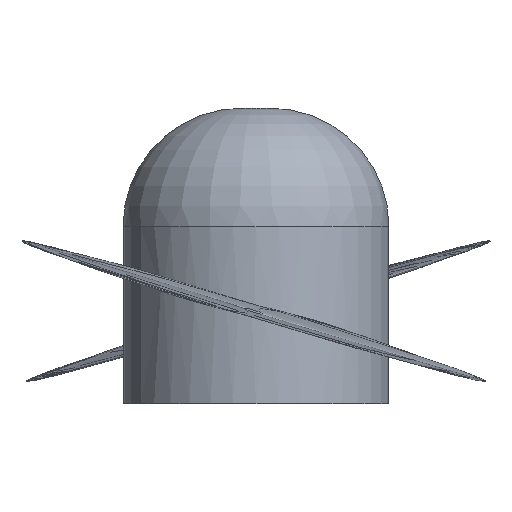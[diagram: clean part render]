
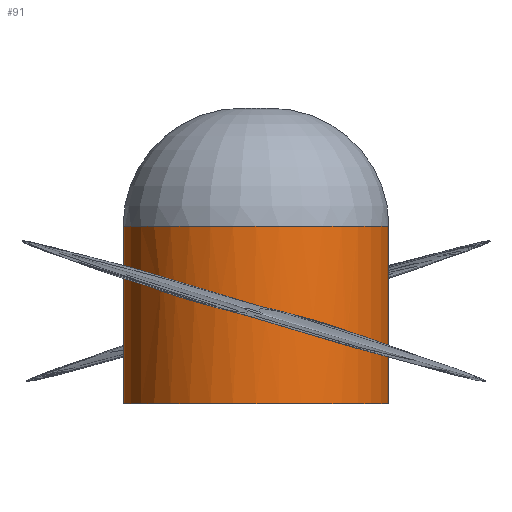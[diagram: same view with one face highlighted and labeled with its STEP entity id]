
A CAD part, front view. The second image highlights one B-rep face of the part: STEP entity #91.
In plain terms, the highlighted cylindrical face has radius 2.25 mm (diameter 4.5 mm), a partial arc.
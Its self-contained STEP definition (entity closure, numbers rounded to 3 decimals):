
#5 = CARTESIAN_POINT ( 'NONE',  ( -1.34, -1.814, 1.815 ) ) ;
#11 = CARTESIAN_POINT ( 'NONE',  ( 1.271, -1.862, 1.331 ) ) ;
#15 = CARTESIAN_POINT ( 'NONE',  ( 1.505, -1.672, 1.184 ) ) ;
#16 = ORIENTED_EDGE ( 'NONE', *, *, #284, .T. ) ;
#21 = CARTESIAN_POINT ( 'NONE',  ( -0.545, -2.188, 1.595 ) ) ;
#32 = LINE ( 'NONE', #347, #750 ) ;
#33 = CARTESIAN_POINT ( 'NONE',  ( -1.517, -1.662, 1.962 ) ) ;
#68 = CARTESIAN_POINT ( 'NONE',  ( 2.25, 0., 0. ) ) ;
#73 = CARTESIAN_POINT ( 'NONE',  ( -0.685, -2.143, 1.632 ) ) ;
#79 = CARTESIAN_POINT ( 'NONE',  ( -1.507, -1.671, 1.875 ) ) ;
#87 = CARTESIAN_POINT ( 'NONE',  ( 1.443, -1.727, 1.269 ) ) ;
#91 = ADVANCED_FACE ( 'NONE', ( #884, #348 ), #418, .T. ) ;
#92 = CARTESIAN_POINT ( 'NONE',  ( 1.448, -1.722, 1.183 ) ) ;
#107 = CARTESIAN_POINT ( 'NONE',  ( -1.345, -1.81, 1.951 ) ) ;
#114 = DIRECTION ( 'NONE',  ( -1., 0., 0. ) ) ;
#133 = AXIS2_PLACEMENT_3D ( 'NONE', #724, #863, #114 ) ;
#148 = CARTESIAN_POINT ( 'NONE',  ( -1.56, -1.622, 1.899 ) ) ;
#155 = CARTESIAN_POINT ( 'NONE',  ( 1.497, -1.68, 1.245 ) ) ;
#160 = CARTESIAN_POINT ( 'NONE',  ( 1.271, -1.863, 1.195 ) ) ;
#175 = CARTESIAN_POINT ( 'NONE',  ( 0.61, -2.166, 1.515 ) ) ;
#176 = CARTESIAN_POINT ( 'NONE',  ( -0.831, -2.112, 1.861 ) ) ;
#195 = EDGE_CURVE ( 'NONE', #742, #276, #246, .T. ) ;
#204 = EDGE_LOOP ( 'NONE', ( #480, #382, #16, #378 ) ) ;
#215 = CARTESIAN_POINT ( 'NONE',  ( 0., 0., 0. ) ) ;
#218 = CIRCLE ( 'NONE', #411, 2.25 ) ;
#223 = VERTEX_POINT ( 'NONE', #333 ) ;
#229 = CARTESIAN_POINT ( 'NONE',  ( 1.538, -1.643, 1.225 ) ) ;
#233 = CARTESIAN_POINT ( 'NONE',  ( 0.883, -2.075, 1.262 ) ) ;
#239 = EDGE_LOOP ( 'NONE', ( #406, #589 ) ) ;
#246 = LINE ( 'NONE', #739, #789 ) ;
#248 = CARTESIAN_POINT ( 'NONE',  ( -1.614, -1.568, 1.938 ) ) ;
#251 = CARTESIAN_POINT ( 'NONE',  ( -0.11, -2.252, 1.696 ) ) ;
#253 = CARTESIAN_POINT ( 'NONE',  ( 0.75, -2.126, 1.478 ) ) ;
#276 = VERTEX_POINT ( 'NONE', #68 ) ;
#284 = EDGE_CURVE ( 'NONE', #873, #530, #32, .T. ) ;
#286 = DIRECTION ( 'NONE',  ( 1., 0., 0. ) ) ;
#298 = CARTESIAN_POINT ( 'NONE',  ( 1.551, -1.63, 1.202 ) ) ;
#303 = CARTESIAN_POINT ( 'NONE',  ( 0.462, -2.207, 1.351 ) ) ;
#313 = AXIS2_PLACEMENT_3D ( 'NONE', #758, #349, #824 ) ;
#314 = CARTESIAN_POINT ( 'NONE',  ( -1.608, -1.574, 1.949 ) ) ;
#316 = CARTESIAN_POINT ( 'NONE',  ( 0.325, -2.231, 1.589 ) ) ;
#333 = CARTESIAN_POINT ( 'NONE',  ( 0.61, -2.166, 1.515 ) ) ;
#338 = EDGE_CURVE ( 'NONE', #742, #873, #409, .T. ) ;
#347 = CARTESIAN_POINT ( 'NONE',  ( -2.25, 0., 5. ) ) ;
#348 = FACE_BOUND ( 'NONE', #239, .T. ) ;
#349 = DIRECTION ( 'NONE',  ( 0., 0., -1. ) ) ;
#353 = CARTESIAN_POINT ( 'NONE',  ( 2.25, 0., 3. ) ) ;
#361 = CARTESIAN_POINT ( 'NONE',  ( 1.543, -1.638, 1.193 ) ) ;
#370 = CARTESIAN_POINT ( 'NONE',  ( 0.026, -2.255, 1.452 ) ) ;
#378 = ORIENTED_EDGE ( 'NONE', *, *, #380, .T. ) ;
#380 = EDGE_CURVE ( 'NONE', #530, #276, #218, .T. ) ;
#382 = ORIENTED_EDGE ( 'NONE', *, *, #338, .T. ) ;
#385 = CARTESIAN_POINT ( 'NONE',  ( -1.592, -1.59, 1.956 ) ) ;
#387 = CARTESIAN_POINT ( 'NONE',  ( 0.61, -2.166, 1.515 ) ) ;
#406 = ORIENTED_EDGE ( 'NONE', *, *, #415, .T. ) ;
#409 = CIRCLE ( 'NONE', #313, 2.25 ) ;
#411 = AXIS2_PLACEMENT_3D ( 'NONE', #215, #694, #286 ) ;
#415 = EDGE_CURVE ( 'NONE', #491, #223, #429, .T. ) ;
#418 = CYLINDRICAL_SURFACE ( 'NONE', #133, 2.25 ) ;
#420 = CARTESIAN_POINT ( 'NONE',  ( -1.218, -1.897, 1.779 ) ) ;
#427 = CARTESIAN_POINT ( 'NONE',  ( 1.146, -1.942, 1.368 ) ) ;
#429 = B_SPLINE_CURVE_WITH_KNOTS ( 'NONE', 3,
 ( #629, #553, #828, #420, #5, #488, #79, #560, #148, #879, #865, #661, #248, #721, #314, #795, #385, #857, #452, #33, #519, #107, #590, #176, #663, #251, #722, #316, #797, #387 ),
 .UNSPECIFIED., .F., .F.,
 ( 4, 2, 2, 2, 2, 2, 2, 2, 2, 2, 2, 2, 2, 2, 4 ),
 ( 0., 0., 0.001, 0.001, 0.001, 0.001, 0.001, 0.001, 0.001, 0.001, 0.001, 0.002, 0.003, 0.003, 0.004 ),
 .UNSPECIFIED. ) ;
#433 = CARTESIAN_POINT ( 'NONE',  ( 1.526, -1.653, 1.187 ) ) ;
#438 = CARTESIAN_POINT ( 'NONE',  ( -0.405, -2.218, 1.559 ) ) ;
#452 = CARTESIAN_POINT ( 'NONE',  ( -1.558, -1.623, 1.961 ) ) ;
#470 = DIRECTION ( 'NONE',  ( 0., 0., -1. ) ) ;
#480 = ORIENTED_EDGE ( 'NONE', *, *, #195, .F. ) ;
#488 = CARTESIAN_POINT ( 'NONE',  ( -1.479, -1.696, 1.865 ) ) ;
#491 = VERTEX_POINT ( 'NONE', #73 ) ;
#498 = CARTESIAN_POINT ( 'NONE',  ( 1.415, -1.75, 1.279 ) ) ;
#504 = CARTESIAN_POINT ( 'NONE',  ( 1.491, -1.685, 1.183 ) ) ;
#509 = CARTESIAN_POINT ( 'NONE',  ( -0.685, -2.143, 1.632 ) ) ;
#519 = CARTESIAN_POINT ( 'NONE',  ( -1.488, -1.688, 1.961 ) ) ;
#526 = B_SPLINE_CURVE_WITH_KNOTS ( 'NONE', 3,
 ( #175, #253, #834, #427, #11, #498, #87, #568, #155, #643, #229, #703, #298, #774, #361, #840, #433, #15, #504, #92, #573, #160, #648, #233, #709, #303, #780, #370, #847, #438, #21, #509 ),
 .UNSPECIFIED., .F., .F.,
 ( 4, 2, 2, 2, 2, 2, 2, 2, 2, 2, 2, 2, 2, 2, 2, 4 ),
 ( 0.004, 0.004, 0.005, 0.005, 0.005, 0.005, 0.005, 0.005, 0.005, 0.005, 0.005, 0.005, 0.006, 0.006, 0.007, 0.007 ),
 .UNSPECIFIED. ) ;
#530 = VERTEX_POINT ( 'NONE', #611 ) ;
#553 = CARTESIAN_POINT ( 'NONE',  ( -0.825, -2.098, 1.669 ) ) ;
#560 = CARTESIAN_POINT ( 'NONE',  ( -1.547, -1.634, 1.893 ) ) ;
#568 = CARTESIAN_POINT ( 'NONE',  ( 1.484, -1.691, 1.251 ) ) ;
#573 = CARTESIAN_POINT ( 'NONE',  ( 1.419, -1.746, 1.184 ) ) ;
#589 = ORIENTED_EDGE ( 'NONE', *, *, #693, .T. ) ;
#590 = CARTESIAN_POINT ( 'NONE',  ( -1.222, -1.895, 1.931 ) ) ;
#611 = CARTESIAN_POINT ( 'NONE',  ( -2.25, 0., 0. ) ) ;
#629 = CARTESIAN_POINT ( 'NONE',  ( -0.685, -2.143, 1.632 ) ) ;
#643 = CARTESIAN_POINT ( 'NONE',  ( 1.523, -1.656, 1.231 ) ) ;
#648 = CARTESIAN_POINT ( 'NONE',  ( 1.146, -1.942, 1.215 ) ) ;
#661 = CARTESIAN_POINT ( 'NONE',  ( -1.611, -1.571, 1.934 ) ) ;
#663 = CARTESIAN_POINT ( 'NONE',  ( -0.548, -2.202, 1.799 ) ) ;
#693 = EDGE_CURVE ( 'NONE', #223, #491, #526, .T. ) ;
#694 = DIRECTION ( 'NONE',  ( 0., 0., 1. ) ) ;
#703 = CARTESIAN_POINT ( 'NONE',  ( 1.549, -1.632, 1.208 ) ) ;
#709 = CARTESIAN_POINT ( 'NONE',  ( 0.744, -2.129, 1.29 ) ) ;
#721 = CARTESIAN_POINT ( 'NONE',  ( -1.611, -1.57, 1.947 ) ) ;
#722 = CARTESIAN_POINT ( 'NONE',  ( 0.035, -2.254, 1.661 ) ) ;
#724 = CARTESIAN_POINT ( 'NONE',  ( 0., 0., 5. ) ) ;
#739 = CARTESIAN_POINT ( 'NONE',  ( 2.25, 0., 5. ) ) ;
#742 = VERTEX_POINT ( 'NONE', #353 ) ;
#750 = VECTOR ( 'NONE', #893, 1000. ) ;
#758 = CARTESIAN_POINT ( 'NONE',  ( 0., 0., 3. ) ) ;
#774 = CARTESIAN_POINT ( 'NONE',  ( 1.546, -1.635, 1.195 ) ) ;
#780 = CARTESIAN_POINT ( 'NONE',  ( 0.318, -2.232, 1.383 ) ) ;
#789 = VECTOR ( 'NONE', #470, 1000. ) ;
#795 = CARTESIAN_POINT ( 'NONE',  ( -1.598, -1.584, 1.955 ) ) ;
#797 = CARTESIAN_POINT ( 'NONE',  ( 0.47, -2.205, 1.552 ) ) ;
#824 = DIRECTION ( 'NONE',  ( 1., 0., 0. ) ) ;
#828 = CARTESIAN_POINT ( 'NONE',  ( -0.961, -2.04, 1.706 ) ) ;
#834 = CARTESIAN_POINT ( 'NONE',  ( 0.886, -2.074, 1.442 ) ) ;
#840 = CARTESIAN_POINT ( 'NONE',  ( 1.533, -1.647, 1.189 ) ) ;
#847 = CARTESIAN_POINT ( 'NONE',  ( -0.119, -2.251, 1.488 ) ) ;
#857 = CARTESIAN_POINT ( 'NONE',  ( -1.572, -1.61, 1.96 ) ) ;
#862 = CARTESIAN_POINT ( 'NONE',  ( -2.25, 0., 3. ) ) ;
#863 = DIRECTION ( 'NONE',  ( 0., 0., -1. ) ) ;
#865 = CARTESIAN_POINT ( 'NONE',  ( -1.598, -1.584, 1.918 ) ) ;
#873 = VERTEX_POINT ( 'NONE', #862 ) ;
#879 = CARTESIAN_POINT ( 'NONE',  ( -1.585, -1.597, 1.912 ) ) ;
#884 = FACE_OUTER_BOUND ( 'NONE', #204, .T. ) ;
#893 = DIRECTION ( 'NONE',  ( 0., 0., -1. ) ) ;
